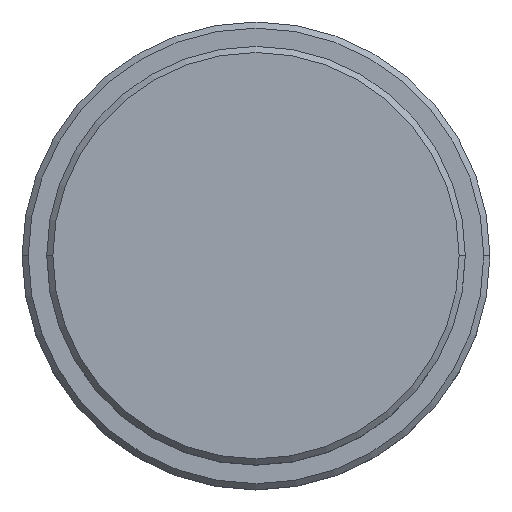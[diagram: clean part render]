
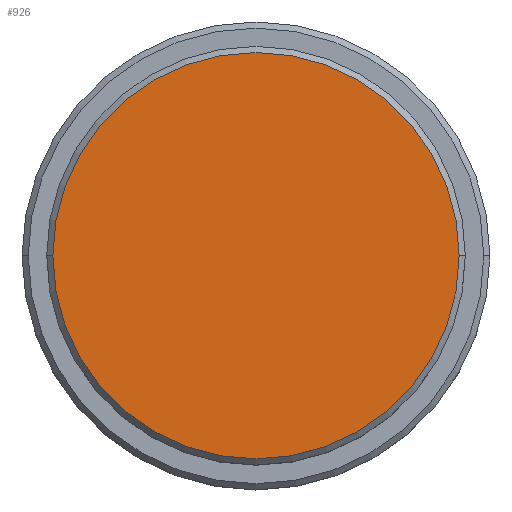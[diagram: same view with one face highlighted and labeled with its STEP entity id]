
A CAD part, top view. The second image highlights one B-rep face of the part: STEP entity #926.
In plain terms, the highlighted planar face has unit normal (0, 0, 1).
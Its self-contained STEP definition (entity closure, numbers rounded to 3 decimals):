
#131 = FACE_OUTER_BOUND ( 'NONE', #348, .T. ) ;
#158 = DIRECTION ( 'NONE',  ( 1., 0., 0. ) ) ;
#202 = ORIENTED_EDGE ( 'NONE', *, *, #957, .T. ) ;
#221 = DIRECTION ( 'NONE',  ( 1., 0., 0. ) ) ;
#230 = PLANE ( 'NONE',  #700 ) ;
#265 = AXIS2_PLACEMENT_3D ( 'NONE', #541, #659, #158 ) ;
#348 = EDGE_LOOP ( 'NONE', ( #202, #1416 ) ) ;
#503 = DIRECTION ( 'NONE',  ( 0., 0., 1. ) ) ;
#528 = CIRCLE ( 'NONE', #1115, 16.5 ) ;
#538 = DIRECTION ( 'NONE',  ( 1., 0., 0. ) ) ;
#541 = CARTESIAN_POINT ( 'NONE',  ( 0., 0., 0. ) ) ;
#604 = CARTESIAN_POINT ( 'NONE',  ( 0., 0., 0. ) ) ;
#640 = DIRECTION ( 'NONE',  ( 0., 0., 1. ) ) ;
#659 = DIRECTION ( 'NONE',  ( 0., 0., 1. ) ) ;
#700 = AXIS2_PLACEMENT_3D ( 'NONE', #1210, #640, #538 ) ;
#926 = ADVANCED_FACE ( 'NONE', ( #131 ), #230, .T. ) ;
#935 = CIRCLE ( 'NONE', #265, 16.5 ) ;
#957 = EDGE_CURVE ( 'NONE', #1304, #1121, #528, .T. ) ;
#976 = CARTESIAN_POINT ( 'NONE',  ( -16.5, 0., 0. ) ) ;
#1095 = EDGE_CURVE ( 'NONE', #1121, #1304, #935, .T. ) ;
#1115 = AXIS2_PLACEMENT_3D ( 'NONE', #604, #503, #221 ) ;
#1121 = VERTEX_POINT ( 'NONE', #1382 ) ;
#1210 = CARTESIAN_POINT ( 'NONE',  ( 0., 0., 0. ) ) ;
#1304 = VERTEX_POINT ( 'NONE', #976 ) ;
#1382 = CARTESIAN_POINT ( 'NONE',  ( 16.5, 0., 0. ) ) ;
#1416 = ORIENTED_EDGE ( 'NONE', *, *, #1095, .T. ) ;
